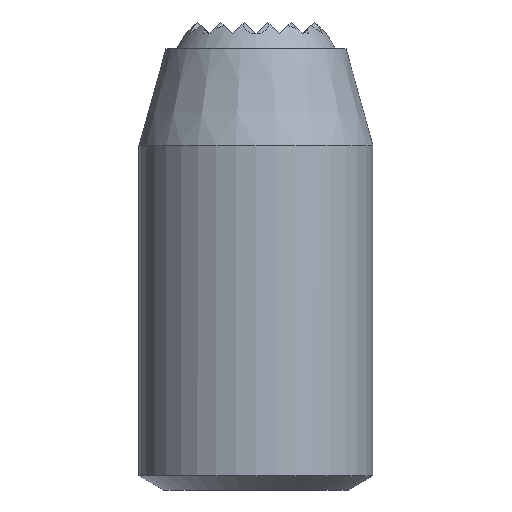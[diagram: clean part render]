
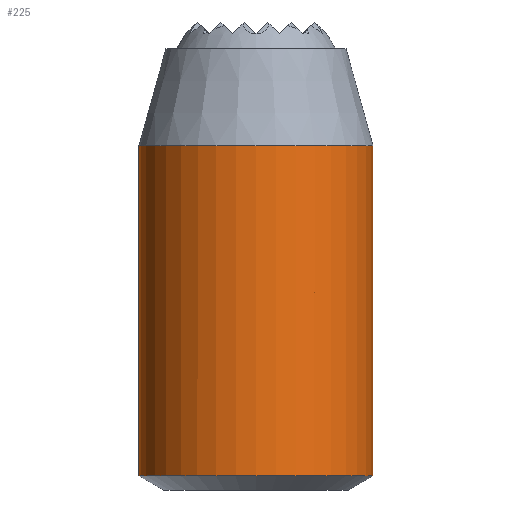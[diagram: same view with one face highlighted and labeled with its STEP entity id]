
A CAD part, front view. The second image highlights one B-rep face of the part: STEP entity #225.
In plain terms, the highlighted cylindrical face has radius 10 mm (diameter 20 mm), a full revolution.
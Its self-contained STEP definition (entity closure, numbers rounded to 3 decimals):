
#225 = ADVANCED_FACE( '', ( #565, #566 ), #567, .T. );
#565 = FACE_OUTER_BOUND( '', #1020, .T. );
#566 = FACE_OUTER_BOUND( '', #1021, .T. );
#567 = CYLINDRICAL_SURFACE( '', #1022, 10. );
#1020 = EDGE_LOOP( '', ( #1578 ) );
#1021 = EDGE_LOOP( '', ( #1579 ) );
#1022 = AXIS2_PLACEMENT_3D( '', #1580, #1581, #1582 );
#1578 = ORIENTED_EDGE( '', *, *, #2583, .T. );
#1579 = ORIENTED_EDGE( '', *, *, #2577, .T. );
#1580 = CARTESIAN_POINT( '', ( 0., 0., 37.7 ) );
#1581 = DIRECTION( '', ( 0., 0., 1. ) );
#1582 = DIRECTION( '', ( -1., 0., 0. ) );
#2577 = EDGE_CURVE( '', #3034, #3034, #3035, .T. );
#2583 = EDGE_CURVE( '', #3044, #3044, #3045, .T. );
#3034 = VERTEX_POINT( '', #3608 );
#3035 = CIRCLE( '', #3609, 10. );
#3044 = VERTEX_POINT( '', #3620 );
#3045 = CIRCLE( '', #3621, 10. );
#3608 = CARTESIAN_POINT( '', ( -10., 0., 29.434 ) );
#3609 = AXIS2_PLACEMENT_3D( '', #4184, #4185, #4186 );
#3620 = CARTESIAN_POINT( '', ( 10., 0., 1.2 ) );
#3621 = AXIS2_PLACEMENT_3D( '', #4192, #4193, #4194 );
#4184 = CARTESIAN_POINT( '', ( 0., 0., 29.434 ) );
#4185 = DIRECTION( '', ( 0., 0., -1. ) );
#4186 = DIRECTION( '', ( -1., 0., 0. ) );
#4192 = CARTESIAN_POINT( '', ( 0., 0., 1.2 ) );
#4193 = DIRECTION( '', ( 0., 0., 1. ) );
#4194 = DIRECTION( '', ( 1., 0., 0. ) );
